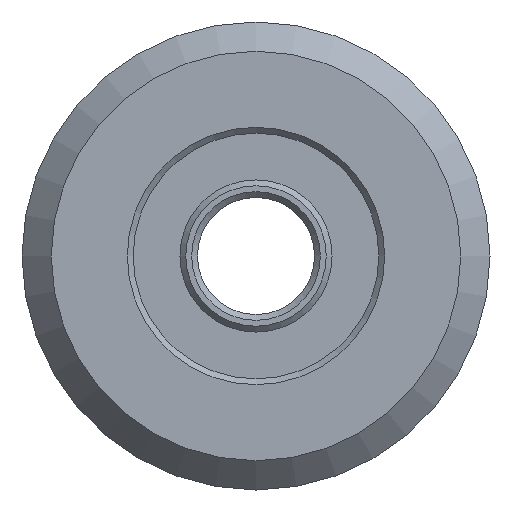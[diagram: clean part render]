
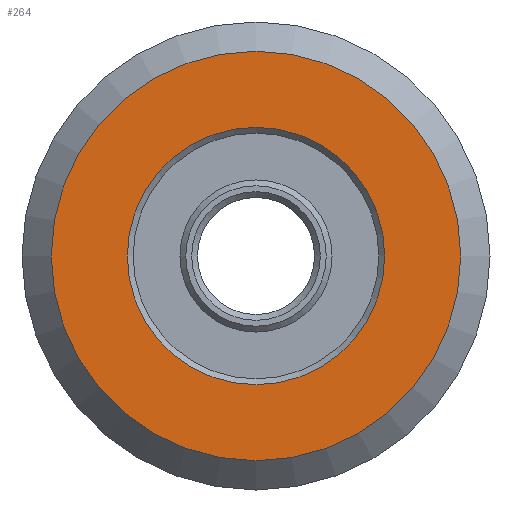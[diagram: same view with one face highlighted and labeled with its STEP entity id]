
A CAD part, front view. The second image highlights one B-rep face of the part: STEP entity #264.
In plain terms, the highlighted planar face has unit normal (0, -1, 0).
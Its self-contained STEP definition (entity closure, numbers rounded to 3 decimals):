
#17=FACE_BOUND('',#58,.T.);
#22=PLANE('',#318);
#38=FACE_OUTER_BOUND('',#57,.T.);
#57=EDGE_LOOP('',(#212));
#58=EDGE_LOOP('',(#213));
#104=CIRCLE('',#315,2.2);
#107=CIRCLE('',#319,3.5);
#128=VERTEX_POINT('',#469);
#131=VERTEX_POINT('',#477);
#157=EDGE_CURVE('',#128,#128,#104,.T.);
#161=EDGE_CURVE('',#131,#131,#107,.T.);
#212=ORIENTED_EDGE('',*,*,#161,.F.);
#213=ORIENTED_EDGE('',*,*,#157,.F.);
#264=ADVANCED_FACE('',(#38,#17),#22,.T.);
#315=AXIS2_PLACEMENT_3D('',#470,#382,#383);
#318=AXIS2_PLACEMENT_3D('',#476,#389,#390);
#319=AXIS2_PLACEMENT_3D('',#478,#391,#392);
#382=DIRECTION('center_axis',(0.,-1.,0.));
#383=DIRECTION('ref_axis',(1.,0.,0.));
#389=DIRECTION('center_axis',(0.,-1.,0.));
#390=DIRECTION('ref_axis',(0.,0.,-1.));
#391=DIRECTION('center_axis',(0.,1.,0.));
#392=DIRECTION('ref_axis',(1.,0.,0.));
#469=CARTESIAN_POINT('',(-2.2,0.,0.));
#470=CARTESIAN_POINT('Origin',(0.,0.,0.));
#476=CARTESIAN_POINT('Origin',(-4.,0.,0.));
#477=CARTESIAN_POINT('',(-3.5,0.,0.));
#478=CARTESIAN_POINT('Origin',(0.,0.,0.));
